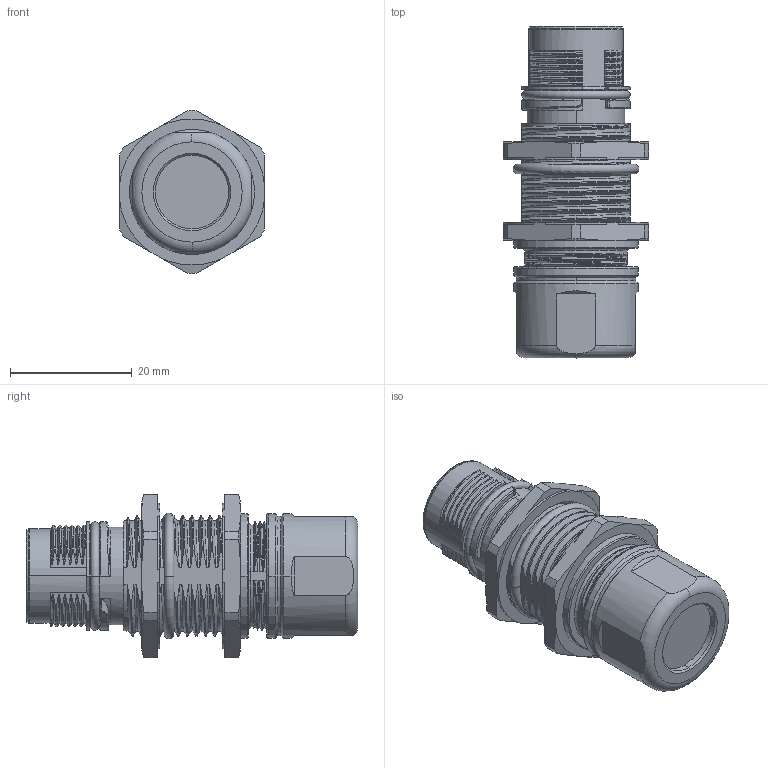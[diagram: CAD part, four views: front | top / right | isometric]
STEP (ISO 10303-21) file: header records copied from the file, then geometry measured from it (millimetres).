
FILE_DESCRIPTION((''),'2;1');
FILE_NAME('P_M17-SIG-CCT_R-M20-SH','2023-12-15T',('13539'),(''),'PRO/ENGINEER BY PARAMETRIC TECHNOLOGY CORPORATION, 2012480','PRO/ENGINEER BY PARAMETRIC TECHNOLOGY CORPORATION, 2012480','');
FILE_SCHEMA(('CONFIG_CONTROL_DESIGN'));
Products named in the file (1): P_M17-SIG-CCT_R-M20-SH
Bounding box: 23.9 x 54.55 x 26.8 mm (x, y, z)
Volume: 13710.1 mm3; surface area: 8327.4 mm2
Topology: 1 solids, 1 shells, 810 faces, 2297 edges, 1493 vertices
Faces by surface type: cylinder 249, bspline 193, plane 175, cone 137, torus 49, sphere 7
Entity records: 46132 total; most frequent: CARTESIAN_POINT 26280, ORIENTED_EDGE 4578, DIRECTION 3587, EDGE_CURVE 2289, VERTEX_POINT 1493, AXIS2_PLACEMENT_3D 1346, VECTOR 895, LINE 895
